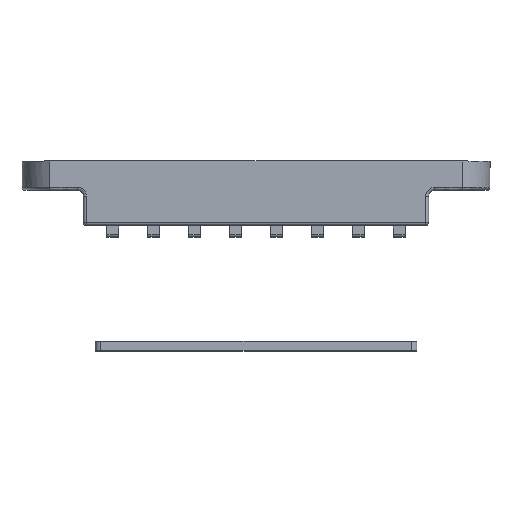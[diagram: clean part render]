
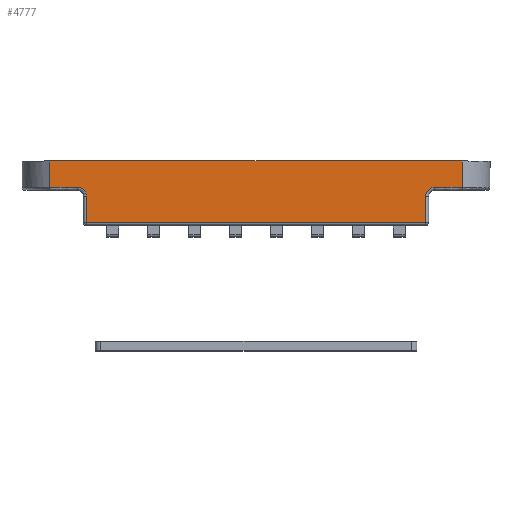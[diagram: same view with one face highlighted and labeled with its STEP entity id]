
A CAD part, top view. The second image highlights one B-rep face of the part: STEP entity #4777.
In plain terms, the highlighted free-form (B-spline) face has degree [1, 1] with [2, 2] control points.
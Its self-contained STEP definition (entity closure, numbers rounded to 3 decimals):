
#3135=CARTESIAN_POINT('',(-29.0,-6.0,8.5));
#3136=VERTEX_POINT('',#3135);
#3137=CARTESIAN_POINT('',(-30.5,-4.5,8.5));
#3138=VERTEX_POINT('',#3137);
#3139=CARTESIAN_POINT('',(-29.0,-6.0,8.5));
#3140=CARTESIAN_POINT('',(-29.0,-4.5,8.5));
#3141=CARTESIAN_POINT('',(-30.5,-4.5,8.5));
#3149=(BOUNDED_CURVE()B_SPLINE_CURVE(2,(#3139,#3140,#3141),.UNSPECIFIED.,.F.,.U.)CURVE()GEOMETRIC_REPRESENTATION_ITEM()QUASI_UNIFORM_CURVE()RATIONAL_B_SPLINE_CURVE((1.0,0.707,1.0))REPRESENTATION_ITEM(''));
#3150=EDGE_CURVE('',#3136,#3138,#3149,.T.);
#3212=CARTESIAN_POINT('',(-35.269,-4.5,8.5));
#3213=VERTEX_POINT('',#3212);
#3247=CARTESIAN_POINT('',(-35.269,-4.5,8.5));
#3248=CARTESIAN_POINT('',(-30.5,-4.5,8.5));
#3249=QUASI_UNIFORM_CURVE('',1,(#3247,#3248),.UNSPECIFIED.,.F.,.U.);
#3250=EDGE_CURVE('',#3213,#3138,#3249,.T.);
#3610=CARTESIAN_POINT('',(35.268,-4.5,8.5));
#3611=VERTEX_POINT('',#3610);
#3687=CARTESIAN_POINT('',(30.5,-4.5,8.5));
#3688=VERTEX_POINT('',#3687);
#3710=CARTESIAN_POINT('',(30.5,-4.5,8.5));
#3711=CARTESIAN_POINT('',(35.268,-4.5,8.5));
#3712=QUASI_UNIFORM_CURVE('',1,(#3710,#3711),.UNSPECIFIED.,.F.,.U.);
#3713=EDGE_CURVE('',#3688,#3611,#3712,.T.);
#3737=CARTESIAN_POINT('',(29.0,-6.0,8.5));
#3738=VERTEX_POINT('',#3737);
#3766=CARTESIAN_POINT('',(30.5,-4.5,8.5));
#3767=CARTESIAN_POINT('',(29.0,-4.5,8.5));
#3768=CARTESIAN_POINT('',(29.0,-6.0,8.5));
#3776=(BOUNDED_CURVE()B_SPLINE_CURVE(2,(#3766,#3767,#3768),.UNSPECIFIED.,.F.,.U.)CURVE()GEOMETRIC_REPRESENTATION_ITEM()QUASI_UNIFORM_CURVE()RATIONAL_B_SPLINE_CURVE((1.0,0.707,1.0))REPRESENTATION_ITEM(''));
#3777=EDGE_CURVE('',#3688,#3738,#3776,.T.);
#4111=CARTESIAN_POINT('',(-29.0,-10.5,8.5));
#4112=VERTEX_POINT('',#4111);
#4231=CARTESIAN_POINT('',(29.0,-10.5,8.5));
#4232=VERTEX_POINT('',#4231);
#4246=CARTESIAN_POINT('',(-29.0,-10.5,8.5));
#4247=CARTESIAN_POINT('',(29.0,-10.5,8.5));
#4248=QUASI_UNIFORM_CURVE('',1,(#4246,#4247),.UNSPECIFIED.,.F.,.U.);
#4249=EDGE_CURVE('',#4112,#4232,#4248,.T.);
#4274=CARTESIAN_POINT('',(-29.0,-6.0,8.5));
#4275=CARTESIAN_POINT('',(-29.0,-10.5,8.5));
#4276=QUASI_UNIFORM_CURVE('',1,(#4274,#4275),.UNSPECIFIED.,.F.,.U.);
#4277=EDGE_CURVE('',#3136,#4112,#4276,.T.);
#4351=CARTESIAN_POINT('',(29.0,-10.5,8.5));
#4352=CARTESIAN_POINT('',(29.0,-6.0,8.5));
#4353=QUASI_UNIFORM_CURVE('',1,(#4351,#4352),.UNSPECIFIED.,.F.,.U.);
#4354=EDGE_CURVE('',#4232,#3738,#4353,.T.);
#4644=CARTESIAN_POINT('',(-35.269,0.0,8.5));
#4645=VERTEX_POINT('',#4644);
#4646=CARTESIAN_POINT('',(-35.269,-4.5,8.5));
#4647=CARTESIAN_POINT('',(-35.269,0.0,8.5));
#4648=QUASI_UNIFORM_CURVE('',1,(#4646,#4647),.UNSPECIFIED.,.F.,.U.);
#4649=EDGE_CURVE('',#3213,#4645,#4648,.T.);
#4683=CARTESIAN_POINT('',(35.268,0.0,8.5));
#4684=VERTEX_POINT('',#4683);
#4685=CARTESIAN_POINT('',(35.268,-4.5,8.5));
#4686=CARTESIAN_POINT('',(35.268,0.0,8.5));
#4687=QUASI_UNIFORM_CURVE('',1,(#4685,#4686),.UNSPECIFIED.,.F.,.U.);
#4688=EDGE_CURVE('',#3611,#4684,#4687,.T.);
#4756=CARTESIAN_POINT('',(38.791,-11.024,8.5));
#4757=CARTESIAN_POINT('',(-38.792,-11.024,8.5));
#4758=CARTESIAN_POINT('',(38.791,0.524,8.5));
#4759=CARTESIAN_POINT('',(-38.792,0.524,8.5));
#4760=B_SPLINE_SURFACE_WITH_KNOTS('',1,1,((#4756,#4758),(#4757,#4759)),.UNSPECIFIED.,.F.,.F.,.U.,(2,2),(2,2),(0.0,77.583),(0.0,11.549),.UNSPECIFIED.);
#4761=ORIENTED_EDGE('',*,*,#4649,.F.);
#4762=ORIENTED_EDGE('',*,*,#3250,.T.);
#4763=ORIENTED_EDGE('',*,*,#3150,.F.);
#4764=ORIENTED_EDGE('',*,*,#4277,.T.);
#4765=ORIENTED_EDGE('',*,*,#4249,.T.);
#4766=ORIENTED_EDGE('',*,*,#4354,.T.);
#4767=ORIENTED_EDGE('',*,*,#3777,.F.);
#4768=ORIENTED_EDGE('',*,*,#3713,.T.);
#4769=ORIENTED_EDGE('',*,*,#4688,.T.);
#4770=CARTESIAN_POINT('',(35.268,0.0,8.5));
#4771=CARTESIAN_POINT('',(-35.269,0.0,8.5));
#4772=QUASI_UNIFORM_CURVE('',1,(#4770,#4771),.UNSPECIFIED.,.F.,.U.);
#4773=EDGE_CURVE('',#4684,#4645,#4772,.T.);
#4774=ORIENTED_EDGE('',*,*,#4773,.T.);
#4775=EDGE_LOOP('',(#4761,#4762,#4763,#4764,#4765,#4766,#4767,#4768,#4769,#4774));
#4776=FACE_OUTER_BOUND('',#4775,.T.);
#4777=ADVANCED_FACE('',(#4776),#4760,.F.);
